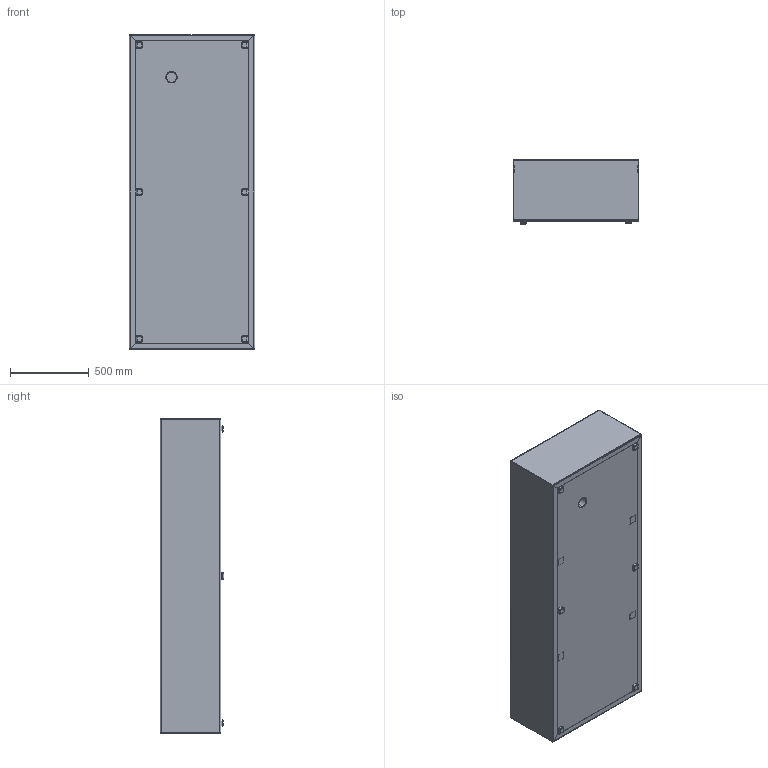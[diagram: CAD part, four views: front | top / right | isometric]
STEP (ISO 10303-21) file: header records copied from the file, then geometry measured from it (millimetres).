
FILE_DESCRIPTION (( 'STEP AP214' ), '1' );
FILE_NAME ('CB5 2000x800x400.STEP', '2021-09-15T06:37:03', ( '' ), ( '' ), 'SwSTEP 2.0', 'SolidWorks 2021', '' );
FILE_SCHEMA (( 'AUTOMOTIVE_DESIGN' ));
Length unit declared in the file: millimetre
Products named in the file (17): CB5-Reinforcement cover; CB5-pipe cover; CB5-L-_Default<As Machined>; CB5-Bottom 1; CB5-Reinforcement Base; CB5-Feet; CB5-pipe; CB5-Support 2_Default<As Machined>; CB5-Support 1_Default<As Machined>; CB5 Cover; CB5 Base; CB5 2000x800x400; CB5-Side; CB5-Side 2; CB5-Ring top; CB5-Strip; CB5-Cover
Assembly tree (38 placements, depth 3):
  CB5 2000x800x400
    CB5 Base
      CB5-Bottom 1
      CB5-Side  x2
      CB5-pipe
      CB5-Strip  x4
      CB5-Feet  x6
      CB5-Side 2  x2
      CB5-Reinforcement Base
      CB5-Support 2_Default<As Machined>  x4
    CB5 Cover
      CB5-Cover
      CB5-L-_Default<As Machined>  x4
      CB5-pipe cover  x2
      CB5-Ring top  x2
      CB5-Reinforcement cover  x2
      CB5-Support 1_Default<As Machined>  x4
Bounding box: 800 x 405.47 x 2000 mm (x, y, z)
Volume: 17957139.9 mm3; surface area: 12015458.6 mm2
Topology: 36 solids, 36 shells, 714 faces, 1574 edges, 932 vertices
Faces by surface type: plane 444, cylinder 190, bspline 80
Entity records: 9065 total; most frequent: CARTESIAN_POINT 2677, DIRECTION 1153, ORIENTED_EDGE 1150, EDGE_CURVE 575, LINE 421, VECTOR 421, AXIS2_PLACEMENT_3D 366, VERTEX_POINT 338
